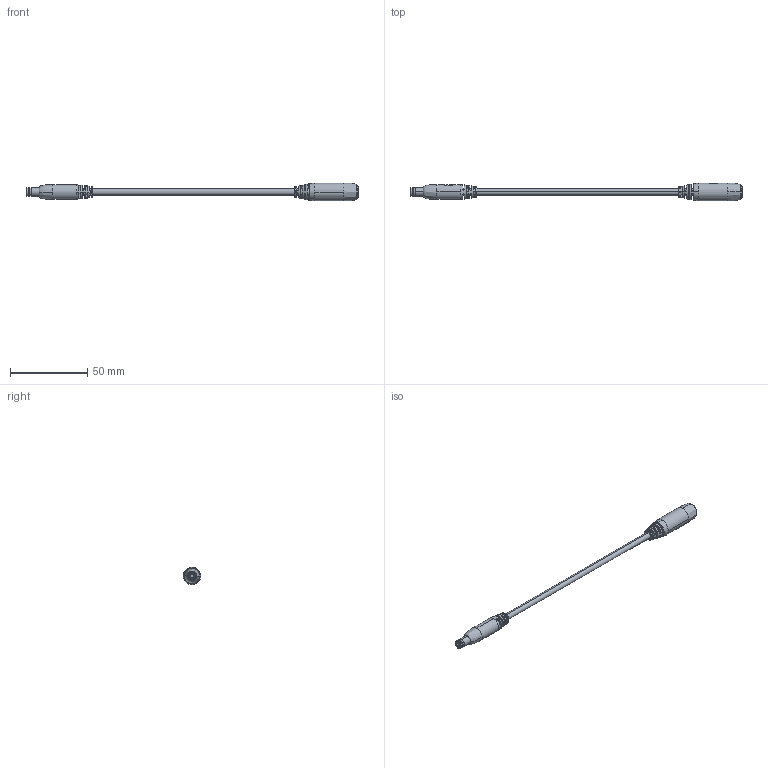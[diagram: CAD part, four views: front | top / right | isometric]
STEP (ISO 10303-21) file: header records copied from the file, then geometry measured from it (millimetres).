
FILE_DESCRIPTION (( 'STEP AP214' ), '1' );
FILE_NAME ('10-05996.STEP', '2024-01-12T21:23:34', ( '' ), ( '' ), 'SwSTEP 2.0', 'SolidWorks 2021', '' );
FILE_SCHEMA (( 'AUTOMOTIVE_DESIGN' ));
Length unit declared in the file: millimetre
Products named in the file (13): 50-00027 pin; 10-05996; 50-00026 insulator; 50-00026_8.5; 50-00026 shell; 30-00692_blunt cut; 50-00027; 50-00027 contact; 24-00182; 50-00026 contact; 24-00183; 50-00027 insulator; 50-00027 shell
Assembly tree (12 placements, depth 3):
  10-05996
    50-00026_8.5
      50-00026 shell
      50-00026 contact
      50-00026 insulator
    24-00182
    30-00692_blunt cut
    24-00183
    50-00027
      50-00027 shell
      50-00027 insulator
      50-00027 pin
      50-00027 contact
Bounding box: 215.58 x 11.4 x 11.4 mm (x, y, z)
Volume: 7737.6 mm3; surface area: 13479.6 mm2
Topology: 34 solids, 34 shells, 738 faces, 1843 edges, 1181 vertices
Faces by surface type: cylinder 246, plane 195, bspline 195, torus 61, cone 41
Entity records: 30289 total; most frequent: CARTESIAN_POINT 11667, ORIENTED_EDGE 3682, DIRECTION 3070, EDGE_CURVE 1841, AXIS2_PLACEMENT_3D 1304, VERTEX_POINT 1181, EDGE_LOOP 828, CIRCLE 744
